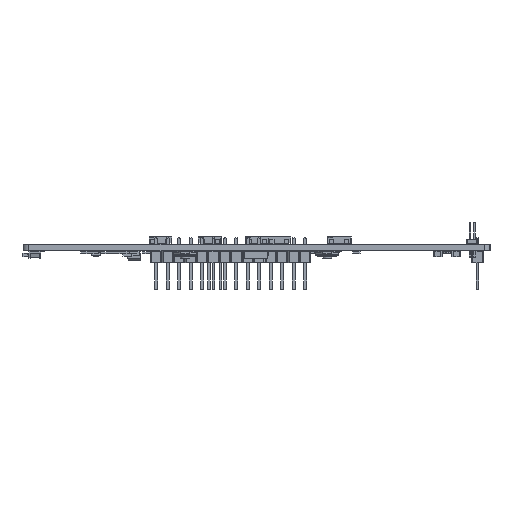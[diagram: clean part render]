
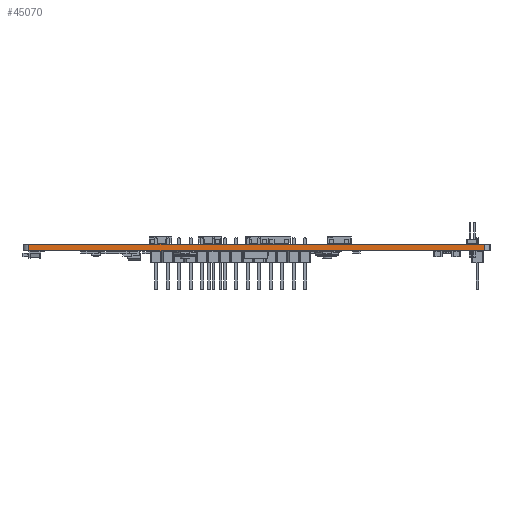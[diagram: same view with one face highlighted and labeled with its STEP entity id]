
A CAD part, left-side view. The second image highlights one B-rep face of the part: STEP entity #45070.
In plain terms, the highlighted planar face has unit normal (-1, 0, 0).
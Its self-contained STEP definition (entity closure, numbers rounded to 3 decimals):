
#43767 = VERTEX_POINT('',#43768);
#43768 = CARTESIAN_POINT('',(-129.436,102.341,0.));
#43775 = EDGE_CURVE('',#43776,#43767,#43778,.T.);
#43776 = VERTEX_POINT('',#43777);
#43777 = CARTESIAN_POINT('',(-129.436,1.354,0.));
#43778 = LINE('',#43779,#43780);
#43779 = CARTESIAN_POINT('',(-129.436,1.354,0.));
#43780 = VECTOR('',#43781,1.);
#43781 = DIRECTION('',(0.,1.,0.));
#44392 = VERTEX_POINT('',#44393);
#44393 = CARTESIAN_POINT('',(-129.436,102.341,1.49));
#44400 = EDGE_CURVE('',#44401,#44392,#44403,.T.);
#44401 = VERTEX_POINT('',#44402);
#44402 = CARTESIAN_POINT('',(-129.436,1.354,1.49));
#44403 = LINE('',#44404,#44405);
#44404 = CARTESIAN_POINT('',(-129.436,1.354,1.49));
#44405 = VECTOR('',#44406,1.);
#44406 = DIRECTION('',(0.,1.,0.));
#45040 = EDGE_CURVE('',#43767,#44392,#45041,.T.);
#45041 = LINE('',#45042,#45043);
#45042 = CARTESIAN_POINT('',(-129.436,102.341,0.));
#45043 = VECTOR('',#45044,1.);
#45044 = DIRECTION('',(0.,0.,1.));
#45070 = ADVANCED_FACE('',(#45071),#45082,.T.);
#45071 = FACE_BOUND('',#45072,.T.);
#45072 = EDGE_LOOP('',(#45073,#45079,#45080,#45081));
#45073 = ORIENTED_EDGE('',*,*,#45074,.T.);
#45074 = EDGE_CURVE('',#43776,#44401,#45075,.T.);
#45075 = LINE('',#45076,#45077);
#45076 = CARTESIAN_POINT('',(-129.436,1.354,0.));
#45077 = VECTOR('',#45078,1.);
#45078 = DIRECTION('',(0.,0.,1.));
#45079 = ORIENTED_EDGE('',*,*,#44400,.T.);
#45080 = ORIENTED_EDGE('',*,*,#45040,.F.);
#45081 = ORIENTED_EDGE('',*,*,#43775,.F.);
#45082 = PLANE('',#45083);
#45083 = AXIS2_PLACEMENT_3D('',#45084,#45085,#45086);
#45084 = CARTESIAN_POINT('',(-129.436,1.354,0.));
#45085 = DIRECTION('',(-1.,0.,0.));
#45086 = DIRECTION('',(0.,1.,0.));
